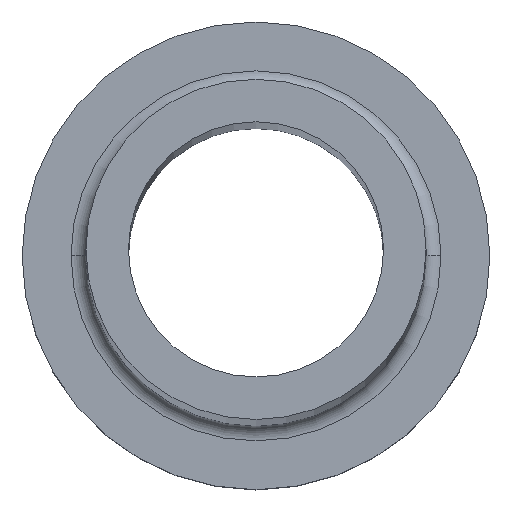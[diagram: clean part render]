
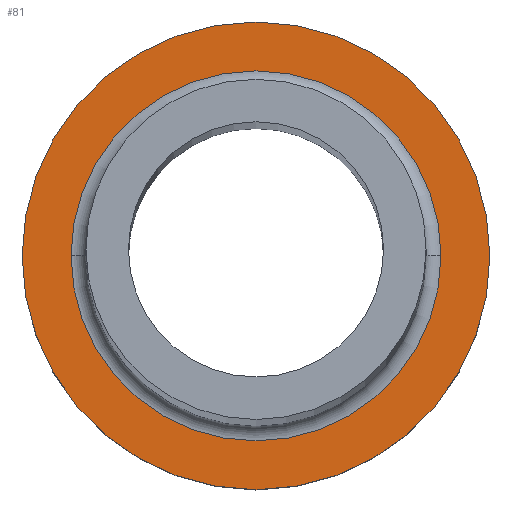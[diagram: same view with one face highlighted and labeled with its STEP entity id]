
A CAD part, top view. The second image highlights one B-rep face of the part: STEP entity #81.
In plain terms, the highlighted planar face has unit normal (0, 0, 1).
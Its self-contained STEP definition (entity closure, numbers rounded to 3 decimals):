
#6 = ORIENTED_EDGE ( 'NONE', *, *, #135, .T. ) ;
#14 = DIRECTION ( 'NONE',  ( 0., 0., 1. ) ) ;
#22 = ORIENTED_EDGE ( 'NONE', *, *, #174, .T. ) ;
#36 = AXIS2_PLACEMENT_3D ( 'NONE', #139, #201, #318 ) ;
#39 = VERTEX_POINT ( 'NONE', #119 ) ;
#44 = CARTESIAN_POINT ( 'NONE',  ( 0., 0., 7. ) ) ;
#45 = DIRECTION ( 'NONE',  ( 1., 0., 0. ) ) ;
#48 = FACE_BOUND ( 'NONE', #202, .T. ) ;
#77 = DIRECTION ( 'NONE',  ( 0., 0., -1. ) ) ;
#78 = AXIS2_PLACEMENT_3D ( 'NONE', #112, #231, #144 ) ;
#81 = ADVANCED_FACE ( 'NONE', ( #48, #310 ), #278, .T. ) ;
#107 = CARTESIAN_POINT ( 'NONE',  ( 0., 0., 7. ) ) ;
#112 = CARTESIAN_POINT ( 'NONE',  ( 0., 0., 7. ) ) ;
#119 = CARTESIAN_POINT ( 'NONE',  ( -11., 0., 7. ) ) ;
#135 = EDGE_CURVE ( 'NONE', #39, #325, #256, .T. ) ;
#138 = EDGE_LOOP ( 'NONE', ( #6, #211 ) ) ;
#139 = CARTESIAN_POINT ( 'NONE',  ( 0., 0., 7. ) ) ;
#141 = ORIENTED_EDGE ( 'NONE', *, *, #307, .T. ) ;
#144 = DIRECTION ( 'NONE',  ( 1., 0., 0. ) ) ;
#166 = CARTESIAN_POINT ( 'NONE',  ( 8.7, 0., 7. ) ) ;
#174 = EDGE_CURVE ( 'NONE', #212, #243, #323, .T. ) ;
#193 = CARTESIAN_POINT ( 'NONE',  ( 0., 0., 7. ) ) ;
#201 = DIRECTION ( 'NONE',  ( 0., 0., -1. ) ) ;
#202 = EDGE_LOOP ( 'NONE', ( #141, #22 ) ) ;
#205 = CIRCLE ( 'NONE', #36, 8.7 ) ;
#211 = ORIENTED_EDGE ( 'NONE', *, *, #253, .T. ) ;
#212 = VERTEX_POINT ( 'NONE', #378 ) ;
#226 = DIRECTION ( 'NONE',  ( 1., 0., 0. ) ) ;
#231 = DIRECTION ( 'NONE',  ( 0., 0., 1. ) ) ;
#243 = VERTEX_POINT ( 'NONE', #166 ) ;
#244 = AXIS2_PLACEMENT_3D ( 'NONE', #44, #365, #226 ) ;
#248 = CIRCLE ( 'NONE', #78, 11. ) ;
#253 = EDGE_CURVE ( 'NONE', #325, #39, #248, .T. ) ;
#256 = CIRCLE ( 'NONE', #303, 11. ) ;
#270 = AXIS2_PLACEMENT_3D ( 'NONE', #107, #77, #332 ) ;
#278 = PLANE ( 'NONE',  #244 ) ;
#303 = AXIS2_PLACEMENT_3D ( 'NONE', #193, #14, #45 ) ;
#307 = EDGE_CURVE ( 'NONE', #243, #212, #205, .T. ) ;
#310 = FACE_OUTER_BOUND ( 'NONE', #138, .T. ) ;
#318 = DIRECTION ( 'NONE',  ( 1., 0., 0. ) ) ;
#323 = CIRCLE ( 'NONE', #270, 8.7 ) ;
#325 = VERTEX_POINT ( 'NONE', #371 ) ;
#332 = DIRECTION ( 'NONE',  ( 1., 0., 0. ) ) ;
#365 = DIRECTION ( 'NONE',  ( 0., 0., 1. ) ) ;
#371 = CARTESIAN_POINT ( 'NONE',  ( 11., 0., 7. ) ) ;
#378 = CARTESIAN_POINT ( 'NONE',  ( -8.7, 0., 7. ) ) ;
